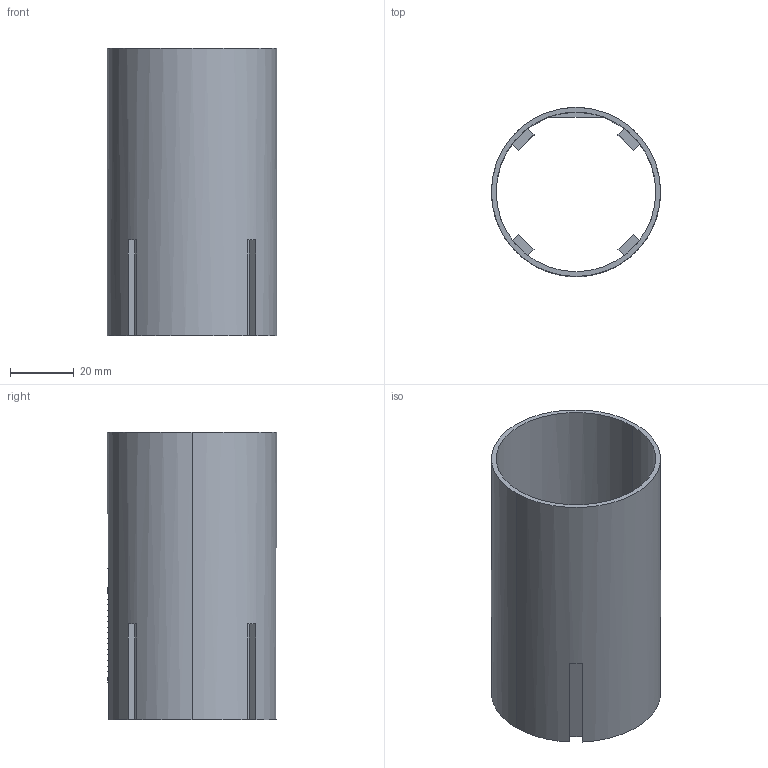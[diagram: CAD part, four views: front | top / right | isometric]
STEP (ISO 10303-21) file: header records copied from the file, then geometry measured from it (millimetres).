
FILE_DESCRIPTION (( 'STEP AP203' ), '1' );
FILE_NAME ('02_scope_mid.step', '2020-01-26T15:33:55', ( '' ), ( '' ), 'SwSTEP 2.0', 'SolidWorks 2016', '' );
FILE_SCHEMA (( 'CONFIG_CONTROL_DESIGN' ));
Length unit declared in the file: millimetre
Products named in the file (1): 02_scope_mid
Bounding box: 53 x 53 x 90 mm (x, y, z)
Volume: 23609.2 mm3; surface area: 31235.9 mm2
Topology: 1 solids, 1 shells, 138 faces, 345 edges, 210 vertices
Faces by surface type: plane 134, cylinder 4
Entity records: 4058 total; most frequent: CARTESIAN_POINT 694, ORIENTED_EDGE 690, DIRECTION 651, EDGE_CURVE 345, LINE 317, VECTOR 317, VERTEX_POINT 210, AXIS2_PLACEMENT_3D 167
